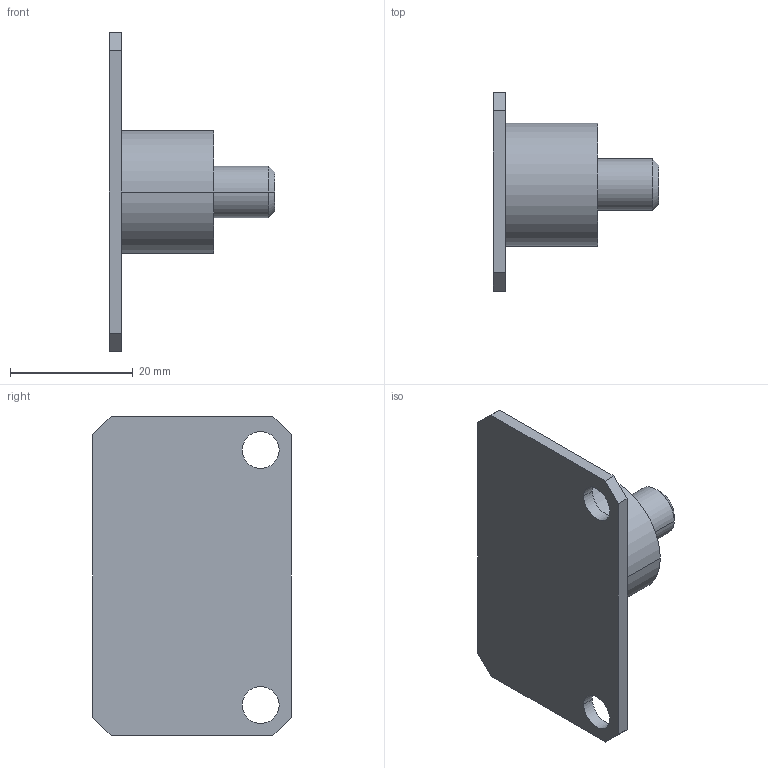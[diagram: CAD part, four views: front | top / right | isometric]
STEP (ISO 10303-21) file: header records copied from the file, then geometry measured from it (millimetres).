
FILE_DESCRIPTION((''),'2;1');
FILE_NAME('BU-PM_ASM','2023-02-27T07:57:48',('klemen.sitar'),('Audax d.o.o.'),'CREO PARAMETRIC BY PTC INC, 2021304','CREO PARAMETRIC BY PTC INC, 2021304','');
FILE_SCHEMA(('AP242_MANAGED_MODEL_BASED_3D_ENGINEERING_MIM_LF { 1 0 10303 442 1 1 4 }'));
Length unit declared in the file: millimetre
Products named in the file (2): 001338160_BU_PM; BU-PM_ASM
Assembly tree (1 placements, depth 2):
  BU-PM_ASM
    001338160_BU_PM
Bounding box: 27 x 32.35 x 52 mm (x, y, z)
Volume: 8469.5 mm3; surface area: 4803.4 mm2
Topology: 1 solids, 1 shells, 22 faces, 56 edges, 38 vertices
Faces by surface type: plane 12, cylinder 8, cone 2
Entity records: 1081 total; most frequent: DIRECTION 128, CARTESIAN_POINT 123, ORIENTED_EDGE 112, PRESENTATION_STYLE_ASSIGNMENT 60, STYLED_ITEM 57, CURVE_STYLE 56, EDGE_CURVE 56, AXIS2_PLACEMENT_3D 47
